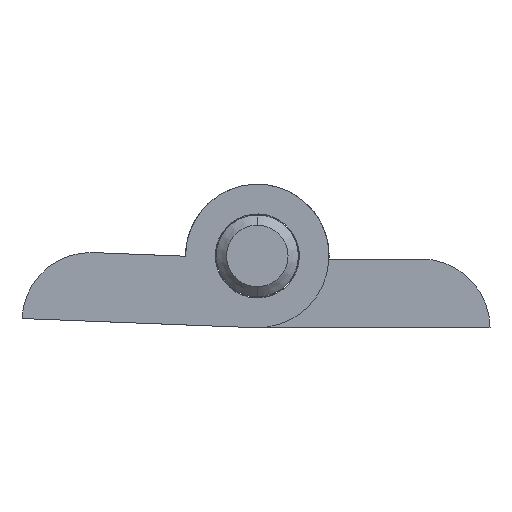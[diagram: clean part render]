
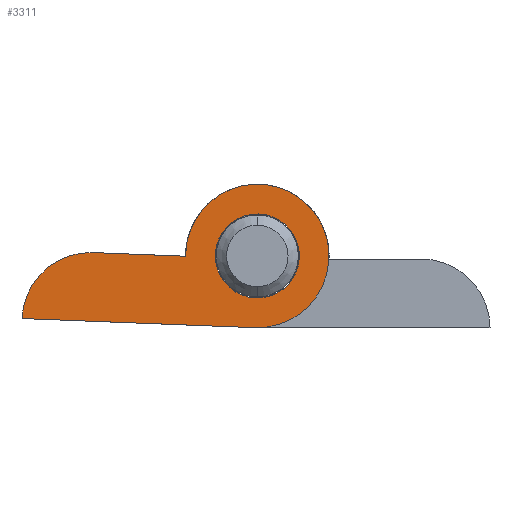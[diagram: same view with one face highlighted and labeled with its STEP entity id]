
A CAD part, front view. The second image highlights one B-rep face of the part: STEP entity #3311.
In plain terms, the highlighted face is planar.
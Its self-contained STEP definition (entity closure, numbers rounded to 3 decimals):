
#131 = DIRECTION ( 'NONE',  ( 0., 0., 1. ) ) ;
#132 = DIRECTION ( 'NONE',  ( 0., 1., 0. ) ) ;
#141 = CARTESIAN_POINT ( 'NONE',  ( 0., 40., 0. ) ) ;
#142 = AXIS2_PLACEMENT_3D ( 'NONE', #141, #132, #131 ) ;
#1037 = FACE_BOUND ( 'NONE', #3828, .T. ) ;
#1041 = AXIS2_PLACEMENT_3D ( 'NONE', #1175, #1174, #1173 ) ;
#1042 = PLANE ( 'NONE',  #1176 ) ;
#1043 = CARTESIAN_POINT ( 'NONE',  ( 0., 40., -7. ) ) ;
#1044 = CARTESIAN_POINT ( 'NONE',  ( 0., 40., 0. ) ) ;
#1051 = FACE_OUTER_BOUND ( 'NONE', #3265, .T. ) ;
#1054 = CIRCLE ( 'NONE', #1041, 6.7 ) ;
#1058 = CARTESIAN_POINT ( 'NONE',  ( 6.994, 40., -0.3 ) ) ;
#1163 = DIRECTION ( 'NONE',  ( 1., 0., 0. ) ) ;
#1164 = VECTOR ( 'NONE', #1163, 1000. ) ;
#1165 = LINE ( 'NONE', #1178, #1164 ) ;
#1166 = CIRCLE ( 'NONE', #142, 7. ) ;
#1167 = CARTESIAN_POINT ( 'NONE',  ( 22.7, 40., -7. ) ) ;
#1170 = DIRECTION ( 'NONE',  ( 0., 0., 1. ) ) ;
#1171 = DIRECTION ( 'NONE',  ( 0., 1., 0. ) ) ;
#1173 = DIRECTION ( 'NONE',  ( 0., 0., -1. ) ) ;
#1174 = DIRECTION ( 'NONE',  ( 0., 1., 0. ) ) ;
#1175 = CARTESIAN_POINT ( 'NONE',  ( 16., 40., -7. ) ) ;
#1176 = AXIS2_PLACEMENT_3D ( 'NONE', #1044, #1171, #1170 ) ;
#1178 = CARTESIAN_POINT ( 'NONE',  ( 16., 40., -0.3 ) ) ;
#1437 = CARTESIAN_POINT ( 'NONE',  ( 0., 40., 4.1 ) ) ;
#1470 = DIRECTION ( 'NONE',  ( -1., 0., 0. ) ) ;
#1471 = VECTOR ( 'NONE', #1470, 1000. ) ;
#1472 = CARTESIAN_POINT ( 'NONE',  ( 0., 40., -7. ) ) ;
#1475 = DIRECTION ( 'NONE',  ( 0., 0., 1. ) ) ;
#1476 = DIRECTION ( 'NONE',  ( 0., 1., 0. ) ) ;
#1477 = AXIS2_PLACEMENT_3D ( 'NONE', #1483, #1476, #1475 ) ;
#1478 = CIRCLE ( 'NONE', #1477, 4.1 ) ;
#1483 = CARTESIAN_POINT ( 'NONE',  ( 0., 40., 0. ) ) ;
#1494 = DIRECTION ( 'NONE',  ( 0., 0., 1. ) ) ;
#1495 = DIRECTION ( 'NONE',  ( 0., 1., 0. ) ) ;
#1499 = CIRCLE ( 'NONE', #1511, 4.1 ) ;
#1503 = CARTESIAN_POINT ( 'NONE',  ( 0., 40., 0. ) ) ;
#1506 = CARTESIAN_POINT ( 'NONE',  ( 16., 40., -0.3 ) ) ;
#1511 = AXIS2_PLACEMENT_3D ( 'NONE', #1503, #1495, #1494 ) ;
#1627 = CARTESIAN_POINT ( 'NONE',  ( 0., 40., -4.1 ) ) ;
#1680 = LINE ( 'NONE', #1472, #1471 ) ;
#3265 = EDGE_LOOP ( 'NONE', ( #3279, #3312, #3951, #3827 ) ) ;
#3279 = ORIENTED_EDGE ( 'NONE', *, *, #3319, .T. ) ;
#3292 = VERTEX_POINT ( 'NONE', #1058 ) ;
#3308 = VERTEX_POINT ( 'NONE', #1043 ) ;
#3309 = EDGE_CURVE ( 'NONE', #3881, #3316, #1054, .T. ) ;
#3310 = ORIENTED_EDGE ( 'NONE', *, *, #3950, .F. ) ;
#3311 = ADVANCED_FACE ( 'NONE', ( #1051, #1037 ), #1042, .T. ) ;
#3312 = ORIENTED_EDGE ( 'NONE', *, *, #3315, .T. ) ;
#3315 = EDGE_CURVE ( 'NONE', #3292, #3881, #1165, .T. ) ;
#3316 = VERTEX_POINT ( 'NONE', #1167 ) ;
#3319 = EDGE_CURVE ( 'NONE', #3308, #3292, #1166, .T. ) ;
#3334 = VERTEX_POINT ( 'NONE', #1437 ) ;
#3827 = ORIENTED_EDGE ( 'NONE', *, *, #3952, .T. ) ;
#3828 = EDGE_LOOP ( 'NONE', ( #3829, #3310 ) ) ;
#3829 = ORIENTED_EDGE ( 'NONE', *, *, #3879, .F. ) ;
#3860 = VERTEX_POINT ( 'NONE', #1627 ) ;
#3879 = EDGE_CURVE ( 'NONE', #3860, #3334, #1499, .T. ) ;
#3881 = VERTEX_POINT ( 'NONE', #1506 ) ;
#3950 = EDGE_CURVE ( 'NONE', #3334, #3860, #1478, .T. ) ;
#3951 = ORIENTED_EDGE ( 'NONE', *, *, #3309, .T. ) ;
#3952 = EDGE_CURVE ( 'NONE', #3316, #3308, #1680, .T. ) ;
